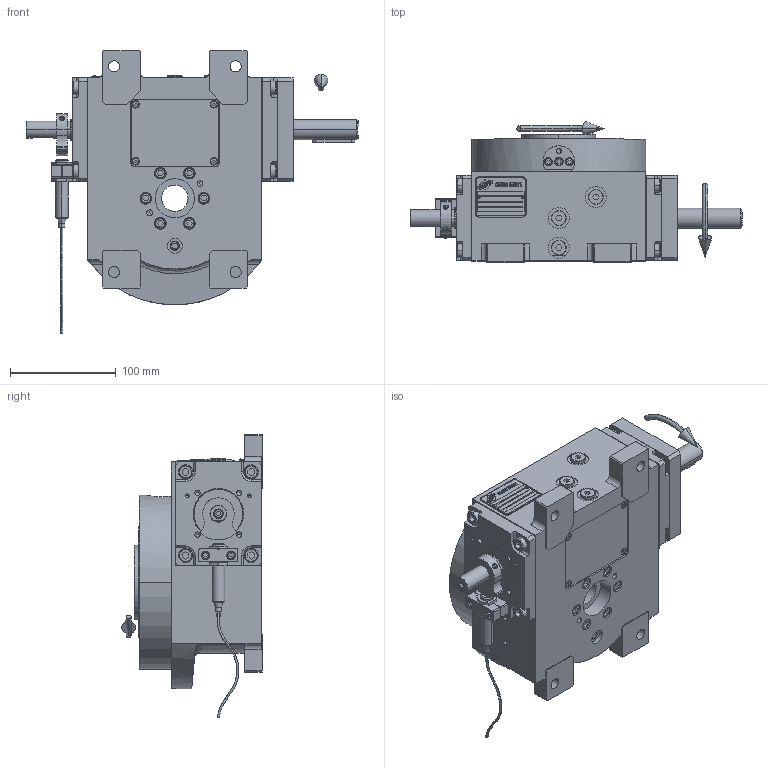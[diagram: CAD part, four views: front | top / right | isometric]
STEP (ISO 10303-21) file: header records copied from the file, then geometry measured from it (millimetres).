
FILE_DESCRIPTION (( 'STEP AP203' ), '1' );
FILE_NAME ('PC5201791.step', '2026-01-27T08:30:24', ( '' ), ( '' ), 'SwSTEP 2.0', 'SolidWorks 2020', '' );
FILE_SCHEMA (( 'CONFIG_CONTROL_DESIGN' ));
Length unit declared in the file: millimetre
Products named in the file (88): cfn2128_04_011; cfn2107_01_001; olio_agip_blasia_150; cfn2000_01_151; rig04_071_8_m.stp; AS_rig04_071_8_m; AS_rig04_004; cfn2070_05_001; AS_900_38_30_003; cfn2000_01_129; AS_rig04_014_s_001; cfn2000_01_147; rig04_004; cfn2115_02_182; cfn2003_01_063; cfn2205_01_012; AS_rig04_002_bl_004; CFN2155_01_007.stp; rig04_003_8; AS_rig04_004_s_002; freccia_angolare_albero; cfn2151_01_162; 900_38_30_003; RIG06_021_AF0.stp; CFN2010_02_002.stp; AS_cfn2476_01_001_48x38; CFN2000_01_185.stp; cfn2010_01_015.prt; cfn2128_05_006; PC5201791; AS_900_38_11_06_4; cfn2104_01_016; rig04_002_bl_004; cfn2000_01_161; CFN2203_02_001.stp; CFN2356_03_051.stp; rig04_004_s_001; RIG04_005_ASM.stp; CFN2223_01-390X6-B.stp; rig04_015 ...
Assembly tree (81 placements, depth 5):
  olio_agip_blasia_150
  cfn2205_01_012
  cfn2151_01_162
  PC5201791
    rig04_001_a_001
    AS_cfn2476_01_001_48x38
      cfn2476_01_001_48x38
      cfn2107_01_001
      cfn2107_01_001
    AS_rig04_071_8_m
      rig04_071_8_m.stp
        RIG04_005_ASM.stp
          RIG04_005_AF0.stp
          RIG06_021_AF0.stp
          CFN2000_01_185.stp
          CFN2000_01_185.stp
          CFN2104_02_017.stp
        CFN2155_01_007.stp
        CFN2010_02_002.stp
      rig04_003_8
      cfn2000_01_147
      cfn2000_01_147
      cfn2000_01_147
      cfn2000_01_147
      cfn2000_01_147
      cfn2000_01_147
      cfn2000_01_147
      cfn2000_01_147
      cfn2104_01_016  x2
    AS_rig04_014_s_001
      rig04_014_s_001
      cfn2000_01_151
      cfn2000_01_151
      cfn2000_01_151
      cfn2000_01_151
      cfn2000_01_151
      cfn2000_01_151
      cfn2155_01_186
    AS_rig04_004_s_002
      rig04_004_s_002
      cfn2155_01_038
      cfn2070_05_001
      cfn2000_01_129
      cfn2000_01_129  x2
      cfn2000_01_129
    AS_rig04_004
      rig04_004
      cfn2155_01_055
      cfn2070_05_001
      cfn2000_01_129  x2
      cfn2000_01_129
      cfn2000_01_129
    AS_rig04_002_bl_004
      rig04_002_bl_004
      cfn2115_02_182
    AS_rig04_004_s_001
      rig04_004_s_001
      cfn2000_01_129
      cfn2000_01_129
      cfn2000_01_129  x2
Bounding box: 314.5 x 133 x 268.07 mm (x, y, z)
Volume: 1434924.8 mm3; surface area: 461802.4 mm2
Topology: 83 solids, 85 shells, 2368 faces, 5722 edges, 3674 vertices
Faces by surface type: plane 1213, cylinder 743, cone 387, torus 16, sphere 6, bspline 3
Entity records: 78135 total; most frequent: CARTESIAN_POINT 15440, DIRECTION 11331, ORIENTED_EDGE 10770, EDGE_CURVE 5387, AXIS2_PLACEMENT_3D 3937, VERTEX_POINT 3505, LINE 3457, VECTOR 3457
